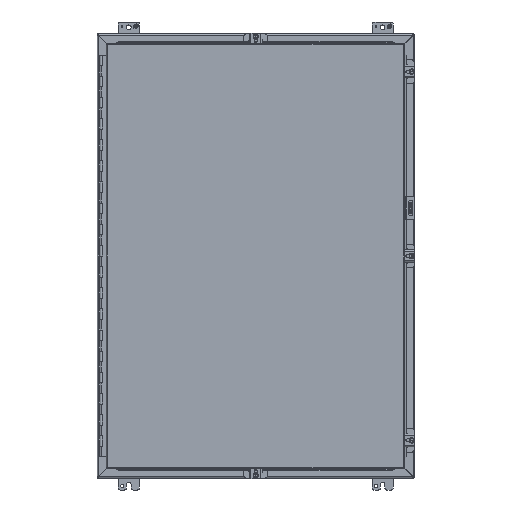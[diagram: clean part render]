
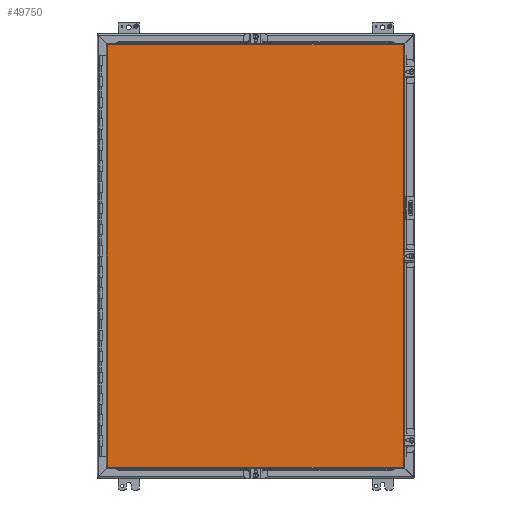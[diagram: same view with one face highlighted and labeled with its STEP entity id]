
A CAD part, front view. The second image highlights one B-rep face of the part: STEP entity #49750.
In plain terms, the highlighted planar face has unit normal (0, -1, 0).
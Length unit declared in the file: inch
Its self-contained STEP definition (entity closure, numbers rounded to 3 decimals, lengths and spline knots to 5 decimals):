
#2420 = CARTESIAN_POINT ( 'NONE',  ( 13.955, -11.21, 19.9945 ) ) ;
#2860 = ORIENTED_EDGE ( 'NONE', *, *, #33035, .T. ) ;
#5960 = LINE ( 'NONE', #38146, #42139 ) ;
#6072 = CARTESIAN_POINT ( 'NONE',  ( -14.017, -11.21, -19.9945 ) ) ;
#6691 = LINE ( 'NONE', #6072, #36328 ) ;
#7787 = CARTESIAN_POINT ( 'NONE',  ( -14.017, -11.21, -19.9945 ) ) ;
#8511 = LINE ( 'NONE', #26865, #29886 ) ;
#9014 = CARTESIAN_POINT ( 'NONE',  ( -14.017, -11.21, 19.9945 ) ) ;
#9600 = PLANE ( 'NONE',  #44225 ) ;
#12791 = CARTESIAN_POINT ( 'NONE',  ( 13.955, -11.21, -19.9945 ) ) ;
#13224 = VERTEX_POINT ( 'NONE', #44025 ) ;
#13527 = CARTESIAN_POINT ( 'NONE',  ( -14.017, -11.21, -19.9945 ) ) ;
#18672 = VERTEX_POINT ( 'NONE', #2420 ) ;
#21876 = ORIENTED_EDGE ( 'NONE', *, *, #45651, .T. ) ;
#26865 = CARTESIAN_POINT ( 'NONE',  ( -14.017, -11.21, -19.9945 ) ) ;
#27144 = EDGE_LOOP ( 'NONE', ( #27928, #43460, #21876, #2860 ) ) ;
#27881 = EDGE_CURVE ( 'NONE', #18672, #51800, #5960, .T. ) ;
#27928 = ORIENTED_EDGE ( 'NONE', *, *, #52791, .T. ) ;
#29886 = VECTOR ( 'NONE', #45243, 39.37008 ) ;
#33035 = EDGE_CURVE ( 'NONE', #41594, #13224, #8511, .T. ) ;
#36328 = VECTOR ( 'NONE', #46720, 39.37008 ) ;
#38146 = CARTESIAN_POINT ( 'NONE',  ( -14.017, -11.21, 19.9945 ) ) ;
#40766 = LINE ( 'NONE', #12791, #42808 ) ;
#41594 = VERTEX_POINT ( 'NONE', #7787 ) ;
#42139 = VECTOR ( 'NONE', #42373, 39.37008 ) ;
#42373 = DIRECTION ( 'NONE',  ( -1., 0., 0. ) ) ;
#42808 = VECTOR ( 'NONE', #44706, 39.37008 ) ;
#43460 = ORIENTED_EDGE ( 'NONE', *, *, #27881, .T. ) ;
#44025 = CARTESIAN_POINT ( 'NONE',  ( 13.955, -11.21, -19.9945 ) ) ;
#44225 = AXIS2_PLACEMENT_3D ( 'NONE', #13527, #59263, #50547 ) ;
#44706 = DIRECTION ( 'NONE',  ( 0., 0., 1. ) ) ;
#45243 = DIRECTION ( 'NONE',  ( 1., 0., 0. ) ) ;
#45651 = EDGE_CURVE ( 'NONE', #51800, #41594, #6691, .T. ) ;
#46720 = DIRECTION ( 'NONE',  ( 0., 0., -1. ) ) ;
#49750 = ADVANCED_FACE ( 'NONE', ( #52983 ), #9600, .T. ) ;
#50547 = DIRECTION ( 'NONE',  ( 0., 0., -1. ) ) ;
#51800 = VERTEX_POINT ( 'NONE', #9014 ) ;
#52791 = EDGE_CURVE ( 'NONE', #13224, #18672, #40766, .T. ) ;
#52983 = FACE_OUTER_BOUND ( 'NONE', #27144, .T. ) ;
#59263 = DIRECTION ( 'NONE',  ( 0., -1., 0. ) ) ;
